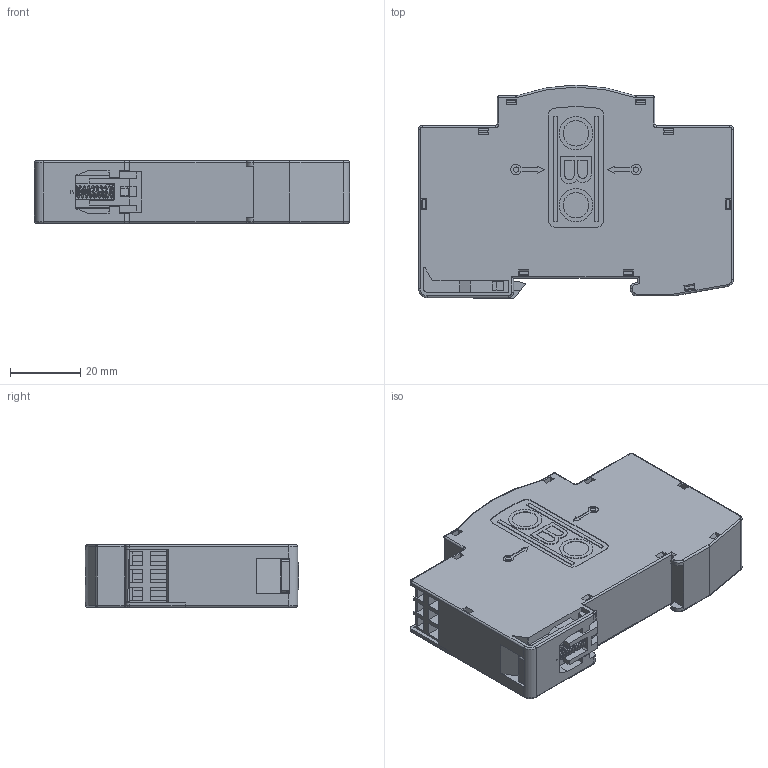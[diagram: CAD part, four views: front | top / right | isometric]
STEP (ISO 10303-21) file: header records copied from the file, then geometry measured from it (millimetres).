
FILE_DESCRIPTION(('Creo Elements/Direct Modeling STEP Export'),'2;1');
FILE_NAME('5097607.stp','2019-10-17T10:44:02',(''),(''),'Creo Elements/Direct Modeling STEP processor for AP214 (Solid Model)','Creo Elements/Direct Modeling 18.0B 02-Dec-2011 (C) Parametric Technology GmbH','');
FILE_SCHEMA(('AUTOMOTIVE_DESIGN { 1 0 10303 214 1 1 1 1 }'));
Length unit declared in the file: millimetre
Products named in the file (13): Gehaeuse-VF; Skin_Group1; Rasthaken; Klemmleiste-3-PE-4; Klemmleiste-1-PE-2; Gehaeusedeckel; Lichtleiter; Topled; Platine; Platine-VF; Platine-KL; Blitzbarriere
Assembly tree (12 placements, depth 3):
  Blitzbarriere
    Platine-KL
    Platine-VF
      Platine
      Topled
    Lichtleiter
    Gehaeusedeckel
    Klemmleiste-1-PE-2
    Klemmleiste-3-PE-4
    Rasthaken
      Rasthaken
      Skin_Group1
    Gehaeuse-VF
Bounding box: 89.8 x 60.75 x 17.8 mm (x, y, z)
Volume: 28079.6 mm3; surface area: 41297.8 mm2
Topology: 10 solids, 10 shells, 1258 faces, 3551 edges, 2336 vertices
Faces by surface type: plane 991, cylinder 214, torus 24, cone 21, bspline 4, sphere 4
Entity records: 47688 total; most frequent: CARTESIAN_POINT 14585, ORIENTED_EDGE 7094, DIRECTION 6258, EDGE_CURVE 3547, VECTOR 2918, LINE 2918, VERTEX_POINT 2336, AXIS2_PLACEMENT_3D 1670
